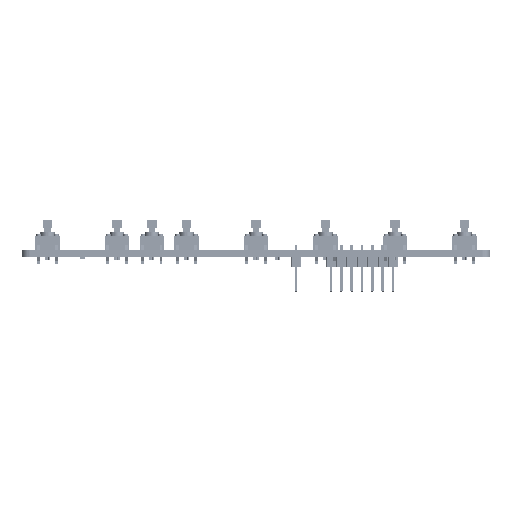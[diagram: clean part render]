
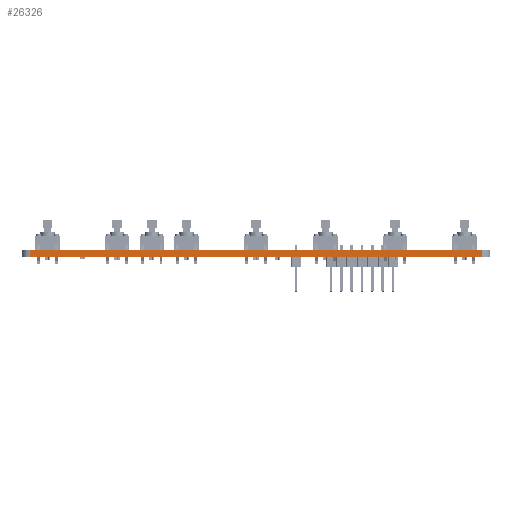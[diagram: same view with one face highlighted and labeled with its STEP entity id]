
A CAD part, front view. The second image highlights one B-rep face of the part: STEP entity #26326.
In plain terms, the highlighted planar face has unit normal (0, -1, 0).
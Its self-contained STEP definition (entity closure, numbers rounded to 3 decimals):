
#21038 = VERTEX_POINT('',#21039);
#21039 = CARTESIAN_POINT('',(39.65,-174.775,0.));
#21046 = EDGE_CURVE('',#21047,#21038,#21049,.T.);
#21047 = VERTEX_POINT('',#21048);
#21048 = CARTESIAN_POINT('',(150.15,-174.775,0.));
#21049 = LINE('',#21050,#21051);
#21050 = CARTESIAN_POINT('',(150.15,-174.775,0.));
#21051 = VECTOR('',#21052,1.);
#21052 = DIRECTION('',(-1.,0.,0.));
#23617 = VERTEX_POINT('',#23618);
#23618 = CARTESIAN_POINT('',(39.65,-174.775,1.6));
#23625 = EDGE_CURVE('',#23626,#23617,#23628,.T.);
#23626 = VERTEX_POINT('',#23627);
#23627 = CARTESIAN_POINT('',(150.15,-174.775,1.6));
#23628 = LINE('',#23629,#23630);
#23629 = CARTESIAN_POINT('',(150.15,-174.775,1.6));
#23630 = VECTOR('',#23631,1.);
#23631 = DIRECTION('',(-1.,0.,0.));
#26296 = EDGE_CURVE('',#21038,#23617,#26297,.T.);
#26297 = LINE('',#26298,#26299);
#26298 = CARTESIAN_POINT('',(39.65,-174.775,0.));
#26299 = VECTOR('',#26300,1.);
#26300 = DIRECTION('',(0.,0.,1.));
#26326 = ADVANCED_FACE('',(#26327),#26338,.T.);
#26327 = FACE_BOUND('',#26328,.T.);
#26328 = EDGE_LOOP('',(#26329,#26335,#26336,#26337));
#26329 = ORIENTED_EDGE('',*,*,#26330,.T.);
#26330 = EDGE_CURVE('',#21047,#23626,#26331,.T.);
#26331 = LINE('',#26332,#26333);
#26332 = CARTESIAN_POINT('',(150.15,-174.775,0.));
#26333 = VECTOR('',#26334,1.);
#26334 = DIRECTION('',(0.,0.,1.));
#26335 = ORIENTED_EDGE('',*,*,#23625,.T.);
#26336 = ORIENTED_EDGE('',*,*,#26296,.F.);
#26337 = ORIENTED_EDGE('',*,*,#21046,.F.);
#26338 = PLANE('',#26339);
#26339 = AXIS2_PLACEMENT_3D('',#26340,#26341,#26342);
#26340 = CARTESIAN_POINT('',(150.15,-174.775,0.));
#26341 = DIRECTION('',(0.,-1.,0.));
#26342 = DIRECTION('',(-1.,0.,0.));
